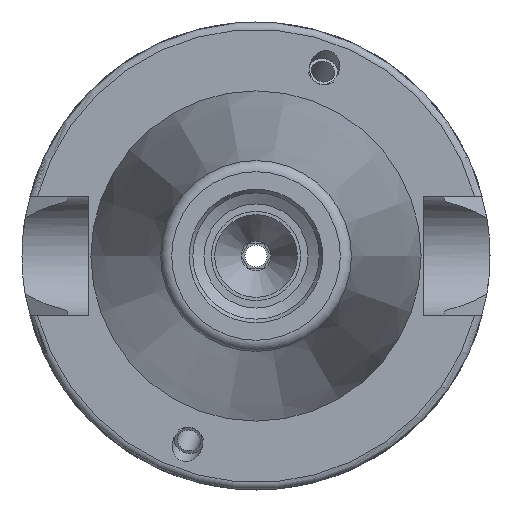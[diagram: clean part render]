
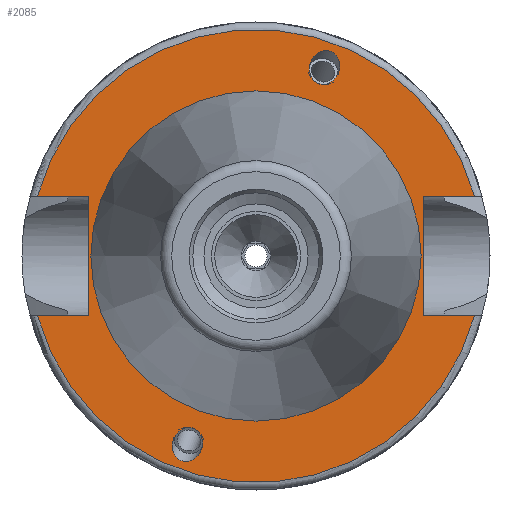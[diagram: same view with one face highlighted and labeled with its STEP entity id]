
A CAD part, left-side view. The second image highlights one B-rep face of the part: STEP entity #2085.
In plain terms, the highlighted planar face has unit normal (-1, 0, 0).
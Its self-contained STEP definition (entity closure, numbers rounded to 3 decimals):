
#66=ELLIPSE('',#2202,2.309,2.);
#70=ELLIPSE('',#2216,2.309,2.);
#174=FACE_BOUND('',#608,.T.);
#175=FACE_BOUND('',#609,.T.);
#176=FACE_BOUND('',#610,.T.);
#290=CIRCLE('',#2307,30.5);
#291=CIRCLE('',#2308,30.5);
#292=CIRCLE('',#2309,22.);
#433=FACE_OUTER_BOUND('',#607,.T.);
#607=EDGE_LOOP('',(#1763,#1764,#1765,#1766,#1767,#1768,#1769,#1770));
#608=EDGE_LOOP('',(#1771));
#609=EDGE_LOOP('',(#1772));
#610=EDGE_LOOP('',(#1773));
#804=LINE('',#3755,#910);
#809=LINE('',#3818,#915);
#811=LINE('',#3821,#917);
#816=LINE('',#3874,#922);
#819=LINE('',#3885,#925);
#822=LINE('',#3897,#928);
#910=VECTOR('',#2757,10.);
#915=VECTOR('',#2772,10.);
#917=VECTOR('',#2776,10.);
#922=VECTOR('',#2787,10.);
#925=VECTOR('',#2794,10.);
#928=VECTOR('',#2801,10.);
#969=VERTEX_POINT('',#3169);
#977=VERTEX_POINT('',#3260);
#1050=VERTEX_POINT('',#3752);
#1051=VERTEX_POINT('',#3754);
#1063=VERTEX_POINT('',#3815);
#1064=VERTEX_POINT('',#3817);
#1074=VERTEX_POINT('',#3871);
#1075=VERTEX_POINT('',#3873);
#1078=VERTEX_POINT('',#3883);
#1082=VERTEX_POINT('',#3895);
#1083=VERTEX_POINT('',#3919);
#1188=EDGE_CURVE('',#969,#969,#66,.T.);
#1198=EDGE_CURVE('',#977,#977,#70,.T.);
#1296=EDGE_CURVE('',#1051,#1050,#804,.T.);
#1311=EDGE_CURVE('',#1064,#1063,#809,.T.);
#1313=EDGE_CURVE('',#1050,#1064,#811,.T.);
#1324=EDGE_CURVE('',#1075,#1074,#816,.T.);
#1329=EDGE_CURVE('',#1074,#1078,#819,.T.);
#1334=EDGE_CURVE('',#1078,#1082,#822,.T.);
#1345=EDGE_CURVE('',#1075,#1063,#290,.T.);
#1346=EDGE_CURVE('',#1051,#1082,#291,.T.);
#1347=EDGE_CURVE('',#1083,#1083,#292,.T.);
#1763=ORIENTED_EDGE('',*,*,#1296,.T.);
#1764=ORIENTED_EDGE('',*,*,#1313,.T.);
#1765=ORIENTED_EDGE('',*,*,#1311,.T.);
#1766=ORIENTED_EDGE('',*,*,#1345,.F.);
#1767=ORIENTED_EDGE('',*,*,#1324,.T.);
#1768=ORIENTED_EDGE('',*,*,#1329,.T.);
#1769=ORIENTED_EDGE('',*,*,#1334,.T.);
#1770=ORIENTED_EDGE('',*,*,#1346,.F.);
#1771=ORIENTED_EDGE('',*,*,#1188,.T.);
#1772=ORIENTED_EDGE('',*,*,#1198,.T.);
#1773=ORIENTED_EDGE('',*,*,#1347,.T.);
#1975=PLANE('',#2306);
#2085=ADVANCED_FACE('',(#433,#174,#175,#176),#1975,.T.);
#2202=AXIS2_PLACEMENT_3D('',#3171,#2560,#2561);
#2216=AXIS2_PLACEMENT_3D('',#3262,#2588,#2589);
#2306=AXIS2_PLACEMENT_3D('',#3916,#2838,#2839);
#2307=AXIS2_PLACEMENT_3D('',#3917,#2840,#2841);
#2308=AXIS2_PLACEMENT_3D('',#3918,#2842,#2843);
#2309=AXIS2_PLACEMENT_3D('',#3920,#2844,#2845);
#2560=DIRECTION('center_axis',(1.,0.,0.));
#2561=DIRECTION('ref_axis',(0.,-0.342,0.94));
#2588=DIRECTION('center_axis',(1.,0.,0.));
#2589=DIRECTION('ref_axis',(0.,0.342,-0.94));
#2757=DIRECTION('',(0.,-1.,0.));
#2772=DIRECTION('',(0.,1.,0.));
#2776=DIRECTION('',(0.,0.,-1.));
#2787=DIRECTION('',(0.,1.,0.));
#2794=DIRECTION('',(0.,0.,1.));
#2801=DIRECTION('',(0.,-1.,0.));
#2838=DIRECTION('center_axis',(-1.,0.,0.));
#2839=DIRECTION('ref_axis',(0.,0.,1.));
#2840=DIRECTION('center_axis',(1.,0.,0.));
#2841=DIRECTION('ref_axis',(0.,0.,-1.));
#2842=DIRECTION('center_axis',(1.,0.,0.));
#2843=DIRECTION('ref_axis',(0.,0.,-1.));
#2844=DIRECTION('center_axis',(1.,0.,0.));
#2845=DIRECTION('ref_axis',(0.,0.,-1.));
#3169=CARTESIAN_POINT('',(67.4,-8.445,23.202));
#3171=CARTESIAN_POINT('Origin',(67.4,-9.235,25.372));
#3260=CARTESIAN_POINT('',(67.4,8.445,-23.202));
#3262=CARTESIAN_POINT('Origin',(67.4,9.235,-25.372));
#3752=CARTESIAN_POINT('',(67.4,22.5,8.05));
#3754=CARTESIAN_POINT('',(67.4,29.418,8.05));
#3755=CARTESIAN_POINT('',(67.4,32.5,8.05));
#3815=CARTESIAN_POINT('',(67.4,29.418,-8.05));
#3817=CARTESIAN_POINT('',(67.4,22.5,-8.05));
#3818=CARTESIAN_POINT('',(67.4,26.5,-8.05));
#3821=CARTESIAN_POINT('',(67.4,22.5,4.025));
#3871=CARTESIAN_POINT('',(67.4,-22.5,-8.05));
#3873=CARTESIAN_POINT('',(67.4,-29.418,-8.05));
#3874=CARTESIAN_POINT('',(67.4,-2.,-8.05));
#3883=CARTESIAN_POINT('',(67.4,-22.5,8.05));
#3885=CARTESIAN_POINT('',(67.4,-22.5,-4.025));
#3895=CARTESIAN_POINT('',(67.4,-29.418,8.05));
#3897=CARTESIAN_POINT('',(67.4,4.,8.05));
#3916=CARTESIAN_POINT('Origin',(67.4,30.5,0.));
#3917=CARTESIAN_POINT('Origin',(67.4,0.,0.));
#3918=CARTESIAN_POINT('Origin',(67.4,0.,0.));
#3919=CARTESIAN_POINT('',(67.4,22.,0.));
#3920=CARTESIAN_POINT('Origin',(67.4,0.,0.));
